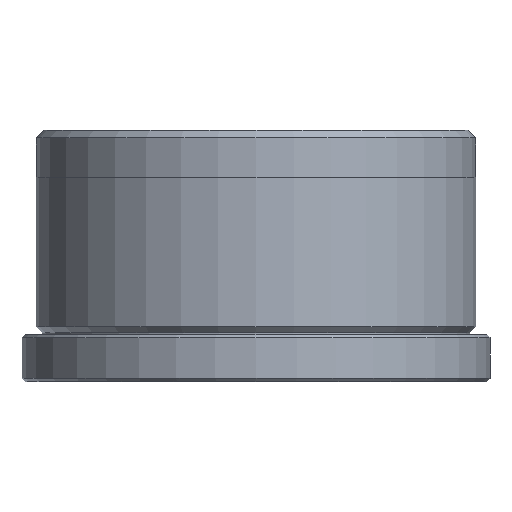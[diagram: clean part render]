
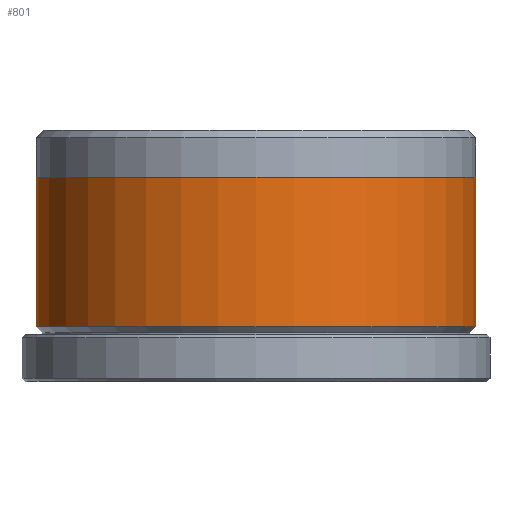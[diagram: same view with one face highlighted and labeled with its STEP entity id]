
A CAD part, front view. The second image highlights one B-rep face of the part: STEP entity #801.
In plain terms, the highlighted cylindrical face has radius 14 mm (diameter 28 mm), a partial arc.
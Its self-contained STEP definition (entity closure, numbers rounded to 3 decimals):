
#15 = EDGE_CURVE ( 'NONE', #457, #2002, #1817, .T. ) ;
#46 = DIRECTION ( 'NONE',  ( 0., 0., -1. ) ) ;
#65 = EDGE_LOOP ( 'NONE', ( #527, #578, #1477, #1527 ) ) ;
#85 = CARTESIAN_POINT ( 'NONE',  ( -14., 0., 16. ) ) ;
#103 = DIRECTION ( 'NONE',  ( 0., 0., -1. ) ) ;
#125 = DIRECTION ( 'NONE',  ( -1., 0., 0. ) ) ;
#222 = CARTESIAN_POINT ( 'NONE',  ( 0., 0., 16. ) ) ;
#235 = FACE_OUTER_BOUND ( 'NONE', #65, .T. ) ;
#373 = VERTEX_POINT ( 'NONE', #1125 ) ;
#457 = VERTEX_POINT ( 'NONE', #580 ) ;
#527 = ORIENTED_EDGE ( 'NONE', *, *, #1183, .F. ) ;
#535 = AXIS2_PLACEMENT_3D ( 'NONE', #745, #1883, #919 ) ;
#578 = ORIENTED_EDGE ( 'NONE', *, *, #15, .F. ) ;
#580 = CARTESIAN_POINT ( 'NONE',  ( -14., 0., 13. ) ) ;
#581 = CYLINDRICAL_SURFACE ( 'NONE', #1959, 14. ) ;
#632 = VECTOR ( 'NONE', #1276, 1000. ) ;
#737 = CARTESIAN_POINT ( 'NONE',  ( 14., 0., 13. ) ) ;
#745 = CARTESIAN_POINT ( 'NONE',  ( 0., 0., 3.5 ) ) ;
#801 = ADVANCED_FACE ( 'NONE', ( #235 ), #581, .T. ) ;
#908 = CARTESIAN_POINT ( 'NONE',  ( 14., 0., 16. ) ) ;
#919 = DIRECTION ( 'NONE',  ( -1., 0., 0. ) ) ;
#927 = CARTESIAN_POINT ( 'NONE',  ( -14., 0., 3.5 ) ) ;
#959 = VERTEX_POINT ( 'NONE', #927 ) ;
#1063 = CIRCLE ( 'NONE', #535, 14. ) ;
#1085 = AXIS2_PLACEMENT_3D ( 'NONE', #1829, #1933, #1937 ) ;
#1090 = LINE ( 'NONE', #85, #632 ) ;
#1125 = CARTESIAN_POINT ( 'NONE',  ( 14., 0., 3.5 ) ) ;
#1183 = EDGE_CURVE ( 'NONE', #2002, #373, #2130, .T. ) ;
#1276 = DIRECTION ( 'NONE',  ( 0., 0., -1. ) ) ;
#1313 = EDGE_CURVE ( 'NONE', #457, #959, #1090, .T. ) ;
#1477 = ORIENTED_EDGE ( 'NONE', *, *, #1313, .T. ) ;
#1527 = ORIENTED_EDGE ( 'NONE', *, *, #2007, .F. ) ;
#1817 = CIRCLE ( 'NONE', #1085, 14. ) ;
#1829 = CARTESIAN_POINT ( 'NONE',  ( 0., 0., 13. ) ) ;
#1883 = DIRECTION ( 'NONE',  ( 0., 0., -1. ) ) ;
#1933 = DIRECTION ( 'NONE',  ( 0., 0., 1. ) ) ;
#1937 = DIRECTION ( 'NONE',  ( 1., 0., 0. ) ) ;
#1959 = AXIS2_PLACEMENT_3D ( 'NONE', #222, #103, #125 ) ;
#2002 = VERTEX_POINT ( 'NONE', #737 ) ;
#2007 = EDGE_CURVE ( 'NONE', #373, #959, #1063, .T. ) ;
#2086 = VECTOR ( 'NONE', #46, 1000. ) ;
#2130 = LINE ( 'NONE', #908, #2086 ) ;
